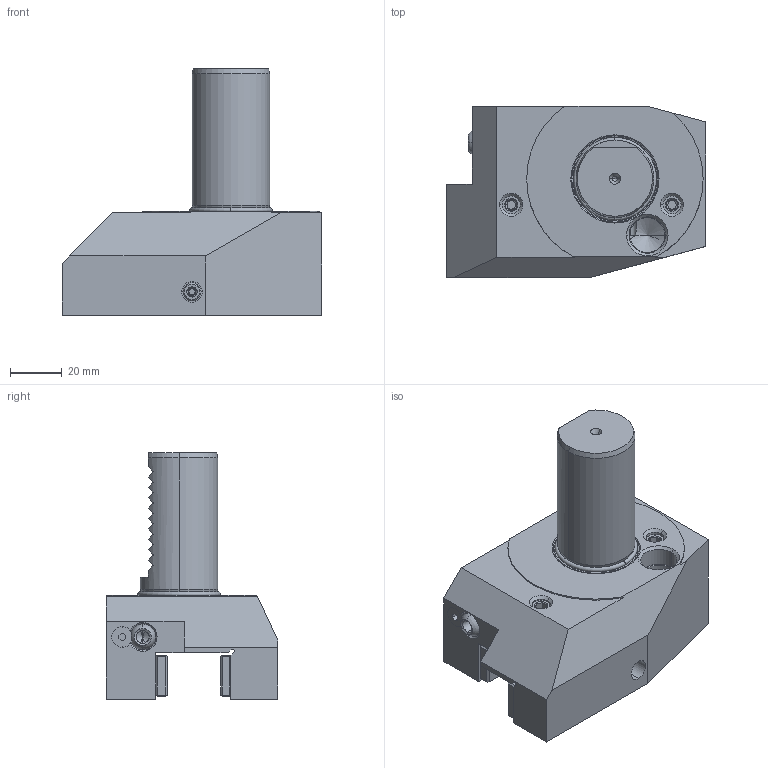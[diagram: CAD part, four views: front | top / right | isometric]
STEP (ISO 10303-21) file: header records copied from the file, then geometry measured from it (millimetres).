
FILE_DESCRIPTION((''),'2;1');
FILE_NAME('309_35_20','2020-11-09T',('101107'),(''),'CREO PARAMETRIC BY PTC INC, 2016260','CREO PARAMETRIC BY PTC INC, 2016260','');
FILE_SCHEMA(('CONFIG_CONTROL_DESIGN'));
Length unit declared in the file: millimetre
Products named in the file (1): 309_35_20
Bounding box: 100 x 66 x 95 mm (x, y, z)
Volume: 216264.5 mm3; surface area: 40537.2 mm2
Topology: 3 solids, 8 shells, 447 faces, 1049 edges, 643 vertices
Faces by surface type: plane 185, cone 141, cylinder 101, revolution 8, torus 6, bspline 4, sphere 2
Entity records: 14841 total; most frequent: CARTESIAN_POINT 4755, ORIENTED_EDGE 2078, DIRECTION 2062, EDGE_CURVE 1039, AXIS2_PLACEMENT_3D 787, VERTEX_POINT 643, EDGE_LOOP 494, VECTOR 480
